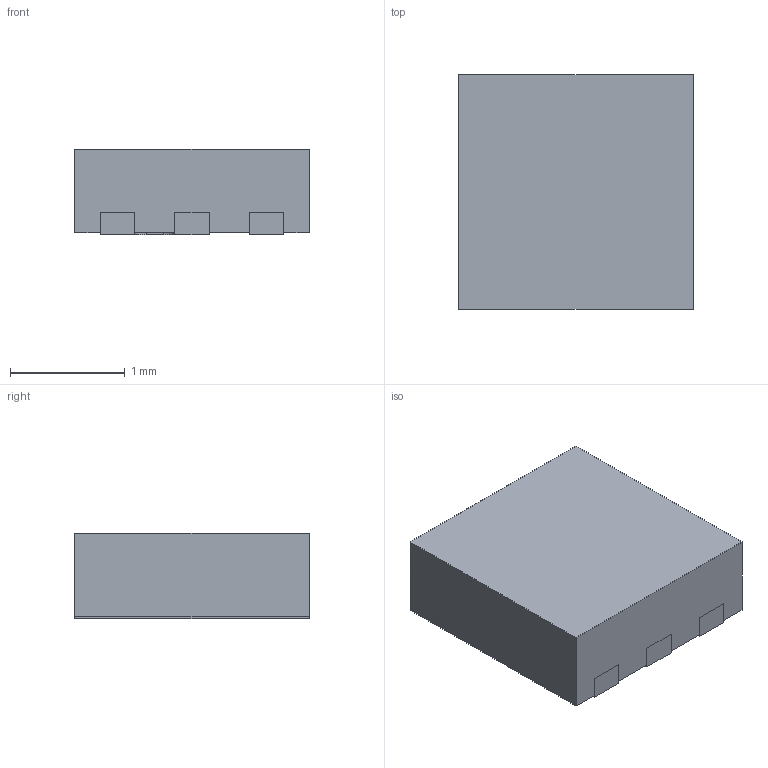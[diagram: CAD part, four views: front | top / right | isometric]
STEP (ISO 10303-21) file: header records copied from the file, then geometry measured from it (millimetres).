
FILE_DESCRIPTION (( 'STEP AP214' ), '1' );
FILE_NAME ('78BE6756-B695-4B9B-9DDC-523AFB544658.STEP', '2024-01-10T06:56:10', ( '' ), ( '' ), 'SwSTEP 2.0', 'SolidWorks 2022', '' );
FILE_SCHEMA (( 'AUTOMOTIVE_DESIGN' ));
Length unit declared in the file: millimetre
Products named in the file (1): 78BE6756-B695-4B9B-9DDC-523AFB544658
Bounding box: 2.05 x 2.05 x 0.75 mm (x, y, z)
Volume: 3.1 mm3; surface area: 22.2 mm2
Topology: 5 solids, 5 shells, 79 faces, 204 edges, 136 vertices
Faces by surface type: plane 59, cylinder 20
Entity records: 2468 total; most frequent: CARTESIAN_POINT 420, ORIENTED_EDGE 408, DIRECTION 404, EDGE_CURVE 204, VECTOR 164, LINE 164, VERTEX_POINT 136, AXIS2_PLACEMENT_3D 120
